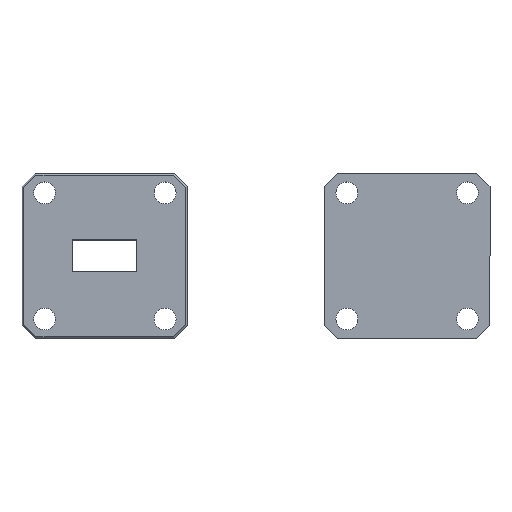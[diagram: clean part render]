
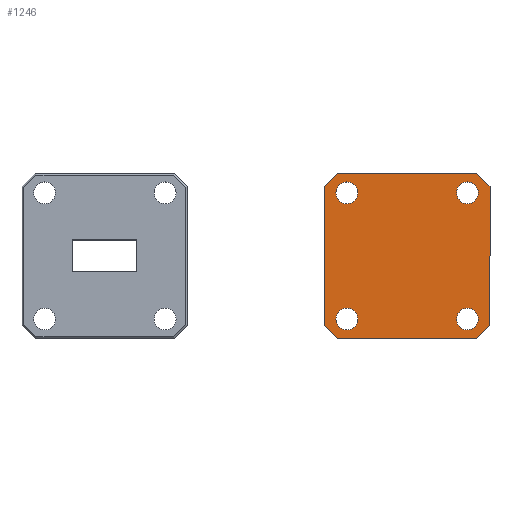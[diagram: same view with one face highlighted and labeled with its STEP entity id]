
A CAD part, top view. The second image highlights one B-rep face of the part: STEP entity #1246.
In plain terms, the highlighted planar face has unit normal (0, 0, 1).
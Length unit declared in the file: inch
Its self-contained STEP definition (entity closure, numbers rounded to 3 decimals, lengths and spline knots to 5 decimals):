
#23 = VERTEX_POINT ( 'NONE', #306 ) ;
#36 = DIRECTION ( 'NONE',  ( 1., 0., 0. ) ) ;
#37 = VECTOR ( 'NONE', #99, 39.37008 ) ;
#48 = CARTESIAN_POINT ( 'NONE',  ( -0.61773, 1.3104, -0.27528 ) ) ;
#50 = EDGE_CURVE ( 'NONE', #590, #1804, #111, .T. ) ;
#77 = DIRECTION ( 'NONE',  ( 1., 0., 0. ) ) ;
#81 = VECTOR ( 'NONE', #36, 39.37008 ) ;
#99 = DIRECTION ( 'NONE',  ( -1., 0., 0. ) ) ;
#111 = LINE ( 'NONE', #1145, #1253 ) ;
#115 = CARTESIAN_POINT ( 'NONE',  ( -0.29773, 0.9754, -0.27528 ) ) ;
#116 = AXIS2_PLACEMENT_3D ( 'NONE', #1402, #1126, #142 ) ;
#134 = VERTEX_POINT ( 'NONE', #479 ) ;
#138 = EDGE_CURVE ( 'NONE', #1429, #1733, #1672, .T. ) ;
#142 = DIRECTION ( 'NONE',  ( 1., 0., 0. ) ) ;
#147 = VECTOR ( 'NONE', #402, 39.37008 ) ;
#154 = CARTESIAN_POINT ( 'NONE',  ( -0.29773, 1.6454, -0.27528 ) ) ;
#175 = CARTESIAN_POINT ( 'NONE',  ( -0.87973, 1.6454, -0.27528 ) ) ;
#201 = CARTESIAN_POINT ( 'NONE',  ( -0.35573, 0.9754, -0.27528 ) ) ;
#206 = CARTESIAN_POINT ( 'NONE',  ( -0.35573, 1.6454, -0.27528 ) ) ;
#209 = EDGE_LOOP ( 'NONE', ( #911, #535 ) ) ;
#221 = DIRECTION ( 'NONE',  ( 1., 0., 0. ) ) ;
#230 = CARTESIAN_POINT ( 'NONE',  ( -0.24773, 0.8704, -0.27528 ) ) ;
#249 = CARTESIAN_POINT ( 'NONE',  ( -1.02273, 0.9054, -0.27528 ) ) ;
#260 = VERTEX_POINT ( 'NONE', #1049 ) ;
#296 = CARTESIAN_POINT ( 'NONE',  ( -0.29773, 1.6454, -0.27528 ) ) ;
#299 = VERTEX_POINT ( 'NONE', #206 ) ;
#306 = CARTESIAN_POINT ( 'NONE',  ( -0.87973, 0.9754, -0.27528 ) ) ;
#335 = EDGE_CURVE ( 'NONE', #1655, #363, #1538, .T. ) ;
#343 = VERTEX_POINT ( 'NONE', #230 ) ;
#348 = CARTESIAN_POINT ( 'NONE',  ( -1.05773, 1.6804, -0.27528 ) ) ;
#351 = CIRCLE ( 'NONE', #923, 0.058 ) ;
#363 = VERTEX_POINT ( 'NONE', #1783 ) ;
#402 = DIRECTION ( 'NONE',  ( 0.707, -0.707, 0. ) ) ;
#410 = DIRECTION ( 'NONE',  ( 0., 0., 1. ) ) ;
#419 = FACE_BOUND ( 'NONE', #907, .T. ) ;
#428 = EDGE_CURVE ( 'NONE', #930, #1805, #1321, .T. ) ;
#444 = CARTESIAN_POINT ( 'NONE',  ( -0.98773, 1.7504, -0.27528 ) ) ;
#449 = VECTOR ( 'NONE', #1020, 39.37008 ) ;
#450 = CARTESIAN_POINT ( 'NONE',  ( -0.23973, 1.6454, -0.27528 ) ) ;
#452 = EDGE_LOOP ( 'NONE', ( #1198, #1473 ) ) ;
#479 = CARTESIAN_POINT ( 'NONE',  ( -0.98773, 0.8704, -0.27528 ) ) ;
#482 = ORIENTED_EDGE ( 'NONE', *, *, #581, .T. ) ;
#505 = EDGE_CURVE ( 'NONE', #363, #1655, #1208, .T. ) ;
#535 = ORIENTED_EDGE ( 'NONE', *, *, #1055, .F. ) ;
#550 = DIRECTION ( 'NONE',  ( 1., 0., 0. ) ) ;
#554 = EDGE_CURVE ( 'NONE', #1805, #930, #815, .T. ) ;
#574 = LINE ( 'NONE', #739, #81 ) ;
#581 = EDGE_CURVE ( 'NONE', #1733, #589, #1625, .T. ) ;
#589 = VERTEX_POINT ( 'NONE', #999 ) ;
#590 = VERTEX_POINT ( 'NONE', #444 ) ;
#606 = AXIS2_PLACEMENT_3D ( 'NONE', #972, #1263, #1543 ) ;
#639 = LINE ( 'NONE', #656, #1029 ) ;
#656 = CARTESIAN_POINT ( 'NONE',  ( -1.05773, 0.8704, -0.27528 ) ) ;
#660 = CARTESIAN_POINT ( 'NONE',  ( -0.93773, 0.9754, -0.27528 ) ) ;
#683 = FACE_BOUND ( 'NONE', #1108, .T. ) ;
#732 = AXIS2_PLACEMENT_3D ( 'NONE', #115, #1098, #1238 ) ;
#739 = CARTESIAN_POINT ( 'NONE',  ( -0.17773, 0.8704, -0.27528 ) ) ;
#743 = ORIENTED_EDGE ( 'NONE', *, *, #138, .T. ) ;
#745 = FACE_BOUND ( 'NONE', #209, .T. ) ;
#755 = AXIS2_PLACEMENT_3D ( 'NONE', #660, #1351, #221 ) ;
#770 = VECTOR ( 'NONE', #1493, 39.37008 ) ;
#790 = FACE_BOUND ( 'NONE', #452, .T. ) ;
#807 = ORIENTED_EDGE ( 'NONE', *, *, #50, .T. ) ;
#815 = CIRCLE ( 'NONE', #606, 0.058 ) ;
#824 = EDGE_CURVE ( 'NONE', #589, #590, #863, .T. ) ;
#839 = CIRCLE ( 'NONE', #1523, 0.058 ) ;
#840 = EDGE_CURVE ( 'NONE', #1804, #981, #639, .T. ) ;
#851 = CARTESIAN_POINT ( 'NONE',  ( -0.23973, 0.9754, -0.27528 ) ) ;
#863 = LINE ( 'NONE', #1792, #37 ) ;
#907 = EDGE_LOOP ( 'NONE', ( #1155, #1400 ) ) ;
#911 = ORIENTED_EDGE ( 'NONE', *, *, #1572, .F. ) ;
#917 = ORIENTED_EDGE ( 'NONE', *, *, #933, .F. ) ;
#923 = AXIS2_PLACEMENT_3D ( 'NONE', #296, #1270, #1444 ) ;
#930 = VERTEX_POINT ( 'NONE', #851 ) ;
#933 = EDGE_CURVE ( 'NONE', #260, #23, #1295, .T. ) ;
#937 = CARTESIAN_POINT ( 'NONE',  ( -0.21273, 0.9054, -0.27528 ) ) ;
#967 = CARTESIAN_POINT ( 'NONE',  ( -0.93773, 1.6454, -0.27528 ) ) ;
#972 = CARTESIAN_POINT ( 'NONE',  ( -0.29773, 0.9754, -0.27528 ) ) ;
#981 = VERTEX_POINT ( 'NONE', #1561 ) ;
#995 = DIRECTION ( 'NONE',  ( -0.707, -0.707, 0. ) ) ;
#999 = CARTESIAN_POINT ( 'NONE',  ( -0.24773, 1.7504, -0.27528 ) ) ;
#1018 = DIRECTION ( 'NONE',  ( 1., 0., 0. ) ) ;
#1020 = DIRECTION ( 'NONE',  ( 0., 1., 0. ) ) ;
#1022 = ORIENTED_EDGE ( 'NONE', *, *, #1327, .T. ) ;
#1029 = VECTOR ( 'NONE', #1661, 39.37008 ) ;
#1049 = CARTESIAN_POINT ( 'NONE',  ( -0.99573, 0.9754, -0.27528 ) ) ;
#1055 = EDGE_CURVE ( 'NONE', #299, #1722, #839, .T. ) ;
#1098 = DIRECTION ( 'NONE',  ( 0., 0., 1. ) ) ;
#1108 = EDGE_LOOP ( 'NONE', ( #1827, #917 ) ) ;
#1126 = DIRECTION ( 'NONE',  ( 0., 0., 1. ) ) ;
#1145 = CARTESIAN_POINT ( 'NONE',  ( -1.02273, 1.7154, -0.27528 ) ) ;
#1155 = ORIENTED_EDGE ( 'NONE', *, *, #428, .F. ) ;
#1179 = LINE ( 'NONE', #937, #770 ) ;
#1198 = ORIENTED_EDGE ( 'NONE', *, *, #335, .F. ) ;
#1208 = CIRCLE ( 'NONE', #1293, 0.058 ) ;
#1238 = DIRECTION ( 'NONE',  ( 1., 0., 0. ) ) ;
#1246 = ADVANCED_FACE ( 'NONE', ( #790, #683, #419, #745, #1647 ), #1451, .T. ) ;
#1253 = VECTOR ( 'NONE', #995, 39.37008 ) ;
#1263 = DIRECTION ( 'NONE',  ( 0., 0., 1. ) ) ;
#1270 = DIRECTION ( 'NONE',  ( 0., 0., 1. ) ) ;
#1279 = DIRECTION ( 'NONE',  ( 0., 0., 1. ) ) ;
#1293 = AXIS2_PLACEMENT_3D ( 'NONE', #967, #410, #550 ) ;
#1295 = CIRCLE ( 'NONE', #116, 0.058 ) ;
#1321 = CIRCLE ( 'NONE', #732, 0.058 ) ;
#1324 = ORIENTED_EDGE ( 'NONE', *, *, #824, .T. ) ;
#1327 = EDGE_CURVE ( 'NONE', #343, #1429, #1179, .T. ) ;
#1328 = DIRECTION ( 'NONE',  ( 0., 0., 1. ) ) ;
#1331 = AXIS2_PLACEMENT_3D ( 'NONE', #1645, #1776, #77 ) ;
#1332 = ORIENTED_EDGE ( 'NONE', *, *, #1463, .T. ) ;
#1345 = EDGE_CURVE ( 'NONE', #23, #260, #1481, .T. ) ;
#1351 = DIRECTION ( 'NONE',  ( 0., 0., 1. ) ) ;
#1400 = ORIENTED_EDGE ( 'NONE', *, *, #554, .F. ) ;
#1402 = CARTESIAN_POINT ( 'NONE',  ( -0.93773, 0.9754, -0.27528 ) ) ;
#1418 = CARTESIAN_POINT ( 'NONE',  ( -0.21273, 1.7154, -0.27528 ) ) ;
#1426 = DIRECTION ( 'NONE',  ( -0.707, 0.707, 0. ) ) ;
#1429 = VERTEX_POINT ( 'NONE', #1812 ) ;
#1441 = CARTESIAN_POINT ( 'NONE',  ( -0.17773, 0.8704, -0.27528 ) ) ;
#1444 = DIRECTION ( 'NONE',  ( 1., 0., 0. ) ) ;
#1450 = ORIENTED_EDGE ( 'NONE', *, *, #840, .T. ) ;
#1451 = PLANE ( 'NONE',  #1741 ) ;
#1463 = EDGE_CURVE ( 'NONE', #981, #134, #1810, .T. ) ;
#1468 = EDGE_LOOP ( 'NONE', ( #1450, #1332, #1673, #1022, #743, #482, #1324, #807 ) ) ;
#1473 = ORIENTED_EDGE ( 'NONE', *, *, #505, .F. ) ;
#1481 = CIRCLE ( 'NONE', #755, 0.058 ) ;
#1493 = DIRECTION ( 'NONE',  ( 0.707, 0.707, 0. ) ) ;
#1523 = AXIS2_PLACEMENT_3D ( 'NONE', #154, #1279, #1582 ) ;
#1538 = CIRCLE ( 'NONE', #1331, 0.058 ) ;
#1543 = DIRECTION ( 'NONE',  ( 1., 0., 0. ) ) ;
#1561 = CARTESIAN_POINT ( 'NONE',  ( -1.05773, 0.9404, -0.27528 ) ) ;
#1562 = VECTOR ( 'NONE', #1426, 39.37008 ) ;
#1572 = EDGE_CURVE ( 'NONE', #1722, #299, #351, .T. ) ;
#1582 = DIRECTION ( 'NONE',  ( 1., 0., 0. ) ) ;
#1607 = EDGE_CURVE ( 'NONE', #134, #343, #574, .T. ) ;
#1623 = CARTESIAN_POINT ( 'NONE',  ( -0.17773, 1.6804, -0.27528 ) ) ;
#1625 = LINE ( 'NONE', #1418, #1562 ) ;
#1645 = CARTESIAN_POINT ( 'NONE',  ( -0.93773, 1.6454, -0.27528 ) ) ;
#1647 = FACE_OUTER_BOUND ( 'NONE', #1468, .T. ) ;
#1655 = VERTEX_POINT ( 'NONE', #175 ) ;
#1661 = DIRECTION ( 'NONE',  ( 0., -1., 0. ) ) ;
#1672 = LINE ( 'NONE', #1441, #449 ) ;
#1673 = ORIENTED_EDGE ( 'NONE', *, *, #1607, .T. ) ;
#1722 = VERTEX_POINT ( 'NONE', #450 ) ;
#1733 = VERTEX_POINT ( 'NONE', #1623 ) ;
#1741 = AXIS2_PLACEMENT_3D ( 'NONE', #48, #1328, #1018 ) ;
#1776 = DIRECTION ( 'NONE',  ( 0., 0., 1. ) ) ;
#1783 = CARTESIAN_POINT ( 'NONE',  ( -0.99573, 1.6454, -0.27528 ) ) ;
#1792 = CARTESIAN_POINT ( 'NONE',  ( -0.17773, 1.7504, -0.27528 ) ) ;
#1804 = VERTEX_POINT ( 'NONE', #348 ) ;
#1805 = VERTEX_POINT ( 'NONE', #201 ) ;
#1810 = LINE ( 'NONE', #249, #147 ) ;
#1812 = CARTESIAN_POINT ( 'NONE',  ( -0.17773, 0.9404, -0.27528 ) ) ;
#1827 = ORIENTED_EDGE ( 'NONE', *, *, #1345, .F. ) ;
